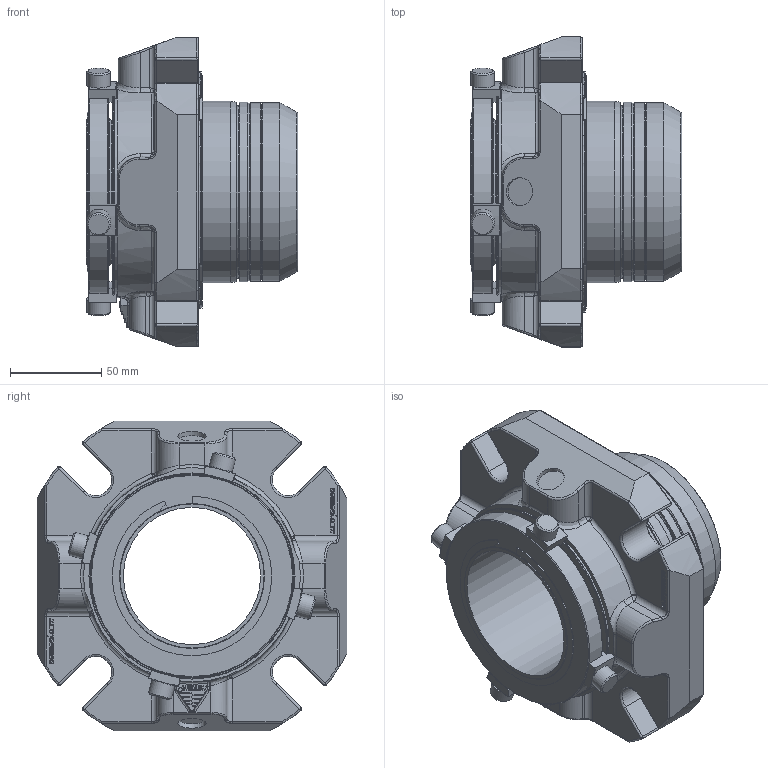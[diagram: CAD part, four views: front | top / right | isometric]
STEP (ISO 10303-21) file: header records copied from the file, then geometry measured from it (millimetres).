
FILE_DESCRIPTION(/* description */ ('Unknown'),/* implementation_level */ '2;1');
FILE_NAME(/* name */ '75mm - STEP',/* time_stamp */ '2023-01-27T10:09:32+00:00',/* author */ ('Unknown'),/* organization */ ('Unknown'),/* preprocessor_version */ 'ST-DEVELOPER v16.7',/* originating_system */ 'Solid Edge',/* authorisation */ 'Unknown');
FILE_SCHEMA (('AUTOMOTIVE_DESIGN {1 0 10303 214 3 1 1}'));
Length unit declared in the file: millimetre
Products named in the file (1): 75mm
Bounding box: 115.81 x 169.42 x 169.42 mm (x, y, z)
Volume: 881100.8 mm3; surface area: 156730.2 mm2
Topology: 1 solids, 1 shells, 1004 faces, 2605 edges, 1622 vertices
Faces by surface type: cylinder 323, plane 283, bspline 231, torus 102, cone 39, sphere 26
Full cylindrical faces by diameter (mm): 2.194 x1, 7.992 x4, 12.987 x4, 15.342 x2, 75 x1, 77.868 x2, 79.27 x1, 80.108 x1, 94.647 x2, 96.982 x1, 97.946 x2, 98.352 x1, 99.113 x1, 111.014 x1, 111.125 x1, 112.649 x1, 120.656 x1, 122.128 x1, 126.086 x1, 126.239 x1, 126.721 x1, 126.873 x1, 127.254 x1, 127.635 x1
Entity records: 35059 total; most frequent: CARTESIAN_POINT 12474, ORIENTED_EDGE 4932, DIRECTION 4256, EDGE_CURVE 2466, AXIS2_PLACEMENT_3D 1610, VERTEX_POINT 1586, EDGE_LOOP 1136, FACE_BOUND 1136
